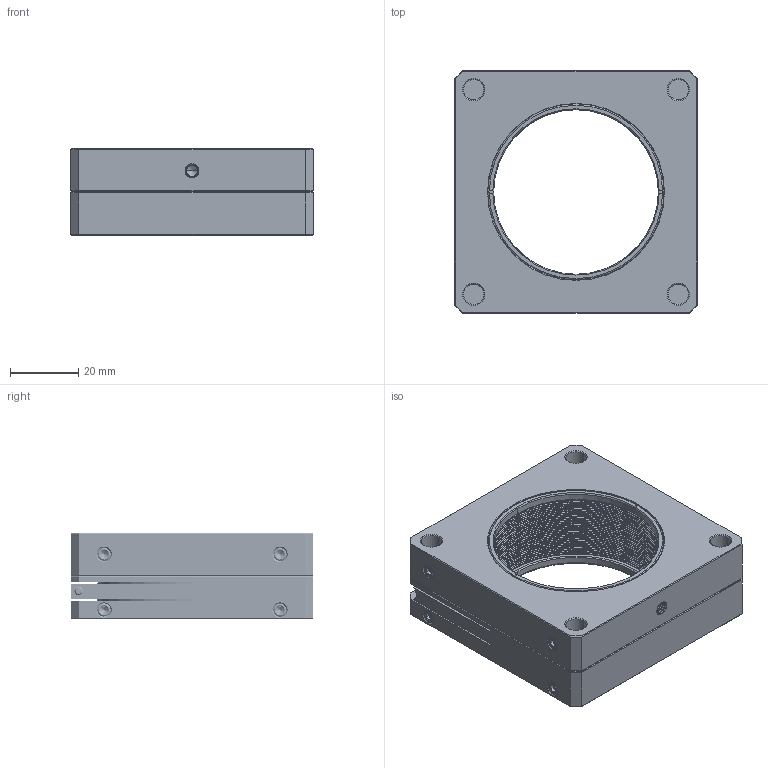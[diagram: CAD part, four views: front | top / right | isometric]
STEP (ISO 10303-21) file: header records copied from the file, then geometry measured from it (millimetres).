
FILE_DESCRIPTION((''),'2;1');
FILE_NAME('CSJ-R2_ASM','2026-02-28T11:49:22',('R&D'),(''),'CREO PARAMETRIC BY PTC INC, 2021063','CREO PARAMETRIC BY PTC INC, 2021063','');
FILE_SCHEMA(('CONFIG_CONTROL_DESIGN'));
Products named in the file (17): CSJ-R2-A2; CSJ-R2-A3; CSJ-R2-A4; CSJ-R2-A5; CSJ-R2-A6; CSJ-R2-A7; CSJ-R2-A8; CSJ-R2-A9; CSJ-R2-B1; CSJ-R2-B2; CSJ-R2-B3; CSJ-R2-B4; CSJ-R2-B5; CSJ-R2-B6; CSJ-R2-B7; CSJ-R2-A1_ASM; CSJ-R2_ASM
Assembly tree (16 placements, depth 3):
  CSJ-R2_ASM
    CSJ-R2-A1_ASM
      CSJ-R2-A2
      CSJ-R2-A3
      CSJ-R2-A4
      CSJ-R2-A5
      CSJ-R2-A6
      CSJ-R2-A7
      CSJ-R2-A8
      CSJ-R2-A9
      CSJ-R2-B1
      CSJ-R2-B2
      CSJ-R2-B3
      CSJ-R2-B4
      CSJ-R2-B5
      CSJ-R2-B6
      CSJ-R2-B7
Bounding box: 71.12 x 71.12 x 25.4 mm (x, y, z)
Volume: 70747.1 mm3; surface area: 43608.6 mm2
Topology: 14 solids, 14 shells, 1358 faces, 3765 edges, 2389 vertices
Faces by surface type: cylinder 574, bspline 341, plane 231, cone 194, torus 16, sphere 2
Entity records: 152291 total; most frequent: CARTESIAN_POINT 122058, ORIENTED_EDGE 7402, DIRECTION 4383, EDGE_CURVE 3701, VERTEX_POINT 2383, B_SPLINE_CURVE_WITH_KNOTS 1948, AXIS2_PLACEMENT_3D 1565, EDGE_LOOP 1416
